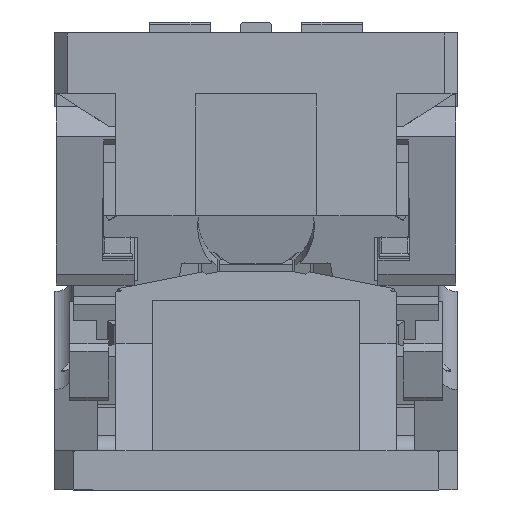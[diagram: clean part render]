
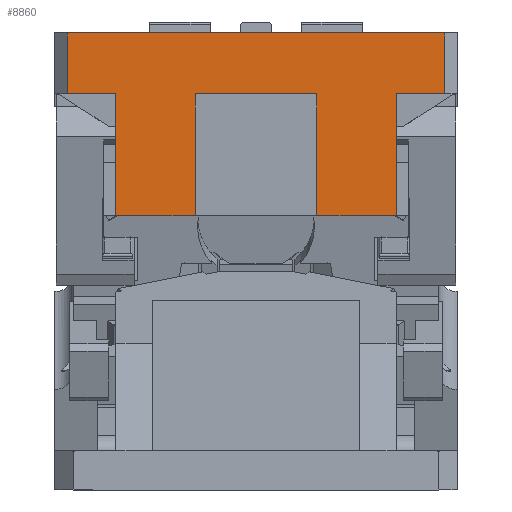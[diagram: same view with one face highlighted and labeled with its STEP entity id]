
A CAD part, left-side view. The second image highlights one B-rep face of the part: STEP entity #8860.
In plain terms, the highlighted planar face has unit normal (-1, 0, 0).
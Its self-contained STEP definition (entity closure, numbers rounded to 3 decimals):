
#63=CARTESIAN_POINT('Vertex',(-340.,-50.,149.994)) ;
#66=CARTESIAN_POINT('Line Origine',(-340.,-50.,199.997)) ;
#70=CARTESIAN_POINT('Vertex',(-340.,-50.,250.)) ;
#132=CARTESIAN_POINT('Vertex',(-340.,50.,149.994)) ;
#139=CARTESIAN_POINT('Vertex',(-340.,50.,250.)) ;
#142=CARTESIAN_POINT('Line Origine',(-340.,50.,199.997)) ;
#159=CARTESIAN_POINT('Line Origine',(-340.,82.5,149.994)) ;
#163=CARTESIAN_POINT('Vertex',(-340.,115.,149.994)) ;
#212=CARTESIAN_POINT('Vertex',(-340.,-115.,149.994)) ;
#215=CARTESIAN_POINT('Line Origine',(-340.,-82.5,149.994)) ;
#317=CARTESIAN_POINT('Vertex',(-340.,-115.,250.)) ;
#320=CARTESIAN_POINT('Line Origine',(-340.,-115.,199.997)) ;
#3911=CARTESIAN_POINT('Vertex',(-340.,155.,300.)) ;
#3925=CARTESIAN_POINT('Vertex',(-340.,155.,250.)) ;
#3928=CARTESIAN_POINT('Line Origine',(-340.,155.,275.)) ;
#5564=CARTESIAN_POINT('Vertex',(-340.,-155.,300.)) ;
#5567=CARTESIAN_POINT('Line Origine',(-340.,-155.,275.)) ;
#5571=CARTESIAN_POINT('Vertex',(-340.,-155.,250.)) ;
#6041=CARTESIAN_POINT('Line Origine',(-340.,-135.,250.)) ;
#6245=CARTESIAN_POINT('Line Origine',(-340.,0.,300.)) ;
#6498=CARTESIAN_POINT('Vertex',(-340.,115.,250.)) ;
#6501=CARTESIAN_POINT('Line Origine',(-340.,135.,250.)) ;
#6970=CARTESIAN_POINT('Line Origine',(-340.,115.,199.997)) ;
#8836=CARTESIAN_POINT('Axis2P3D Location',(-340.,-165.,250.)) ;
#8841=CARTESIAN_POINT('Line Origine',(-340.,0.,250.)) ;
#67=DIRECTION('Vector Direction',(0.,0.,-1.)) ;
#143=DIRECTION('Vector Direction',(0.,0.,-1.)) ;
#160=DIRECTION('Vector Direction',(0.,1.,0.)) ;
#216=DIRECTION('Vector Direction',(0.,1.,0.)) ;
#321=DIRECTION('Vector Direction',(0.,0.,1.)) ;
#3929=DIRECTION('Vector Direction',(0.,0.,-1.)) ;
#5568=DIRECTION('Vector Direction',(0.,0.,1.)) ;
#6042=DIRECTION('Vector Direction',(0.,1.,0.)) ;
#6246=DIRECTION('Vector Direction',(0.,1.,0.)) ;
#6502=DIRECTION('Vector Direction',(0.,1.,0.)) ;
#6971=DIRECTION('Vector Direction',(0.,0.,-1.)) ;
#8837=DIRECTION('Axis2P3D Direction',(1.,0.,0.)) ;
#8838=DIRECTION('Axis2P3D XDirection',(0.,0.,1.)) ;
#8842=DIRECTION('Vector Direction',(0.,1.,0.)) ;
#8839=AXIS2_PLACEMENT_3D('Plane Axis2P3D',#8836,#8837,#8838) ;
#8847=ORIENTED_EDGE('',*,*,#146,.F.) ;
#8848=ORIENTED_EDGE('',*,*,#8845,.F.) ;
#8849=ORIENTED_EDGE('',*,*,#72,.T.) ;
#8850=ORIENTED_EDGE('',*,*,#219,.F.) ;
#8851=ORIENTED_EDGE('',*,*,#324,.T.) ;
#8852=ORIENTED_EDGE('',*,*,#6045,.F.) ;
#8853=ORIENTED_EDGE('',*,*,#5573,.T.) ;
#8854=ORIENTED_EDGE('',*,*,#6249,.T.) ;
#8855=ORIENTED_EDGE('',*,*,#3932,.T.) ;
#8856=ORIENTED_EDGE('',*,*,#6505,.F.) ;
#8857=ORIENTED_EDGE('',*,*,#6974,.T.) ;
#8858=ORIENTED_EDGE('',*,*,#165,.F.) ;
#68=VECTOR('Line Direction',#67,1.) ;
#144=VECTOR('Line Direction',#143,1.) ;
#161=VECTOR('Line Direction',#160,1.) ;
#217=VECTOR('Line Direction',#216,1.) ;
#322=VECTOR('Line Direction',#321,1.) ;
#3930=VECTOR('Line Direction',#3929,1.) ;
#5569=VECTOR('Line Direction',#5568,1.) ;
#6043=VECTOR('Line Direction',#6042,1.) ;
#6247=VECTOR('Line Direction',#6246,1.) ;
#6503=VECTOR('Line Direction',#6502,1.) ;
#6972=VECTOR('Line Direction',#6971,1.) ;
#8843=VECTOR('Line Direction',#8842,1.) ;
#8860=ADVANCED_FACE('CAM HOLDER',(#8859),#8840,.F.) ;
#72=EDGE_CURVE('',#71,#64,#69,.T.) ;
#146=EDGE_CURVE('',#140,#133,#145,.T.) ;
#165=EDGE_CURVE('',#133,#164,#162,.T.) ;
#219=EDGE_CURVE('',#213,#64,#218,.T.) ;
#324=EDGE_CURVE('',#213,#318,#323,.T.) ;
#3932=EDGE_CURVE('',#3912,#3926,#3931,.T.) ;
#5573=EDGE_CURVE('',#5572,#5565,#5570,.T.) ;
#6045=EDGE_CURVE('',#5572,#318,#6044,.T.) ;
#6249=EDGE_CURVE('',#5565,#3912,#6248,.T.) ;
#6505=EDGE_CURVE('',#6499,#3926,#6504,.T.) ;
#6974=EDGE_CURVE('',#6499,#164,#6973,.T.) ;
#8845=EDGE_CURVE('',#71,#140,#8844,.T.) ;
#8846=EDGE_LOOP('',(#8847,#8848,#8849,#8850,#8851,#8852,#8853,#8854,#8855,#8856,#8857,#8858)) ;
#8859=FACE_OUTER_BOUND('',#8846,.T.) ;
#69=LINE('Line',#66,#68) ;
#145=LINE('Line',#142,#144) ;
#162=LINE('Line',#159,#161) ;
#218=LINE('Line',#215,#217) ;
#323=LINE('Line',#320,#322) ;
#3931=LINE('Line',#3928,#3930) ;
#5570=LINE('Line',#5567,#5569) ;
#6044=LINE('Line',#6041,#6043) ;
#6248=LINE('Line',#6245,#6247) ;
#6504=LINE('Line',#6501,#6503) ;
#6973=LINE('Line',#6970,#6972) ;
#8844=LINE('Line',#8841,#8843) ;
#8840=PLANE('Plane',#8839) ;
#64=VERTEX_POINT('',#63) ;
#71=VERTEX_POINT('',#70) ;
#133=VERTEX_POINT('',#132) ;
#140=VERTEX_POINT('',#139) ;
#164=VERTEX_POINT('',#163) ;
#213=VERTEX_POINT('',#212) ;
#318=VERTEX_POINT('',#317) ;
#3912=VERTEX_POINT('',#3911) ;
#3926=VERTEX_POINT('',#3925) ;
#5565=VERTEX_POINT('',#5564) ;
#5572=VERTEX_POINT('',#5571) ;
#6499=VERTEX_POINT('',#6498) ;
